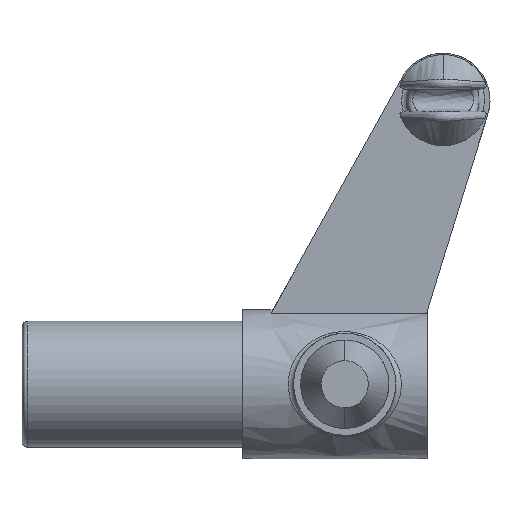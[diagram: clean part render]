
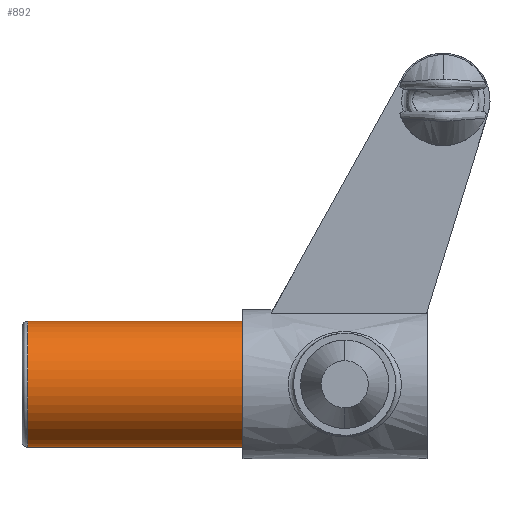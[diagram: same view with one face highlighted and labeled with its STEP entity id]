
A CAD part, front view. The second image highlights one B-rep face of the part: STEP entity #892.
In plain terms, the highlighted free-form (B-spline) face has degree [2, 1] with [5, 2] control points.
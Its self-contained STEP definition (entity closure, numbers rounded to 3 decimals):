
#266 = VERTEX_POINT('',#267);
#267 = CARTESIAN_POINT('',(28.189,0.,
    -4.314));
#273 = EDGE_CURVE('',#266,#274,#276,.T.);
#274 = VERTEX_POINT('',#275);
#275 = CARTESIAN_POINT('',(28.189,0.,4.314));
#276 = ( BOUNDED_CURVE() B_SPLINE_CURVE(2,(#277,#278,#279,#280,#281),
.UNSPECIFIED.,.F.,.F.) B_SPLINE_CURVE_WITH_KNOTS((3,2,3),(3.142,
4.712,6.283),.PIECEWISE_BEZIER_KNOTS.) CURVE() 
GEOMETRIC_REPRESENTATION_ITEM() RATIONAL_B_SPLINE_CURVE((1.,
0.707,1.,0.707,1.)) REPRESENTATION_ITEM('') );
#277 = CARTESIAN_POINT('',(28.189,0.,
    -4.314));
#278 = CARTESIAN_POINT('',(28.189,-4.314,
    -4.314));
#279 = CARTESIAN_POINT('',(28.189,-4.314,
    0.));
#280 = CARTESIAN_POINT('',(28.189,-4.314,
    4.314));
#281 = CARTESIAN_POINT('',(28.189,0.,
    4.314));
#892 = ADVANCED_FACE('',(#893),#918,.T.);
#893 = FACE_BOUND('',#894,.T.);
#894 = EDGE_LOOP('',(#895,#896,#903,#913));
#895 = ORIENTED_EDGE('',*,*,#273,.F.);
#896 = ORIENTED_EDGE('',*,*,#897,.T.);
#897 = EDGE_CURVE('',#266,#898,#900,.T.);
#898 = VERTEX_POINT('',#899);
#899 = CARTESIAN_POINT('',(42.946,0.,
    -4.314));
#900 = B_SPLINE_CURVE_WITH_KNOTS('',1,(#901,#902),.UNSPECIFIED.,.F.,.F.,
  (2,2),(-18.415,-8.509),.PIECEWISE_BEZIER_KNOTS.);
#901 = CARTESIAN_POINT('',(28.189,0.,
    -4.314));
#902 = CARTESIAN_POINT('',(42.946,0.,
    -4.314));
#903 = ORIENTED_EDGE('',*,*,#904,.T.);
#904 = EDGE_CURVE('',#898,#905,#907,.T.);
#905 = VERTEX_POINT('',#906);
#906 = CARTESIAN_POINT('',(42.946,0.,4.314));
#907 = ( BOUNDED_CURVE() B_SPLINE_CURVE(2,(#908,#909,#910,#911,#912),
.UNSPECIFIED.,.F.,.F.) B_SPLINE_CURVE_WITH_KNOTS((3,2,3),(3.142,
4.712,6.283),.PIECEWISE_BEZIER_KNOTS.) CURVE() 
GEOMETRIC_REPRESENTATION_ITEM() RATIONAL_B_SPLINE_CURVE((1.,
0.707,1.,0.707,1.)) REPRESENTATION_ITEM('') );
#908 = CARTESIAN_POINT('',(42.946,0.,
    -4.314));
#909 = CARTESIAN_POINT('',(42.946,-4.314,
    -4.314));
#910 = CARTESIAN_POINT('',(42.946,-4.314,
    0.));
#911 = CARTESIAN_POINT('',(42.946,-4.314,
    4.314));
#912 = CARTESIAN_POINT('',(42.946,0.,
    4.314));
#913 = ORIENTED_EDGE('',*,*,#914,.F.);
#914 = EDGE_CURVE('',#274,#905,#915,.T.);
#915 = B_SPLINE_CURVE_WITH_KNOTS('',1,(#916,#917),.UNSPECIFIED.,.F.,.F.,
  (2,2),(-18.415,-8.509),.PIECEWISE_BEZIER_KNOTS.);
#916 = CARTESIAN_POINT('',(28.189,0.,4.314));
#917 = CARTESIAN_POINT('',(42.946,0.,4.314));
#918 = ( BOUNDED_SURFACE() B_SPLINE_SURFACE(2,1,(
    (#919,#920)
    ,(#921,#922)
    ,(#923,#924)
    ,(#925,#926)
,(#927,#928
    )),.UNSPECIFIED.,.F.,.F.,.F.) B_SPLINE_SURFACE_WITH_KNOTS((3,2,3),(2
    ,2),(0.,1.571,3.142),(-18.415,-8.509),
.PIECEWISE_BEZIER_KNOTS.) GEOMETRIC_REPRESENTATION_ITEM() 
RATIONAL_B_SPLINE_SURFACE((
    (1.,1.)
    ,(0.707,0.707)
    ,(1.,1.)
    ,(0.707,0.707)
,(1.,1.))) REPRESENTATION_ITEM('') SURFACE() );
#919 = CARTESIAN_POINT('',(28.189,0.,4.314));
#920 = CARTESIAN_POINT('',(42.946,0.,4.314));
#921 = CARTESIAN_POINT('',(28.189,-4.314,
    4.314));
#922 = CARTESIAN_POINT('',(42.946,-4.314,
    4.314));
#923 = CARTESIAN_POINT('',(28.189,-4.314,
    0.));
#924 = CARTESIAN_POINT('',(42.946,-4.314,
    0.));
#925 = CARTESIAN_POINT('',(28.189,-4.314,
    -4.314));
#926 = CARTESIAN_POINT('',(42.946,-4.314,
    -4.314));
#927 = CARTESIAN_POINT('',(28.189,0.,
    -4.314));
#928 = CARTESIAN_POINT('',(42.946,0.,
    -4.314));
